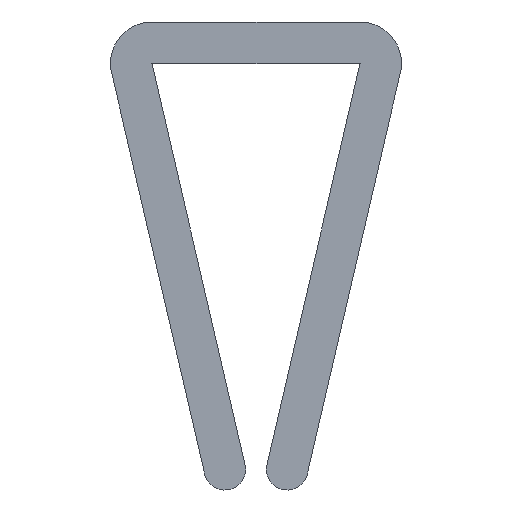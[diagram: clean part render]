
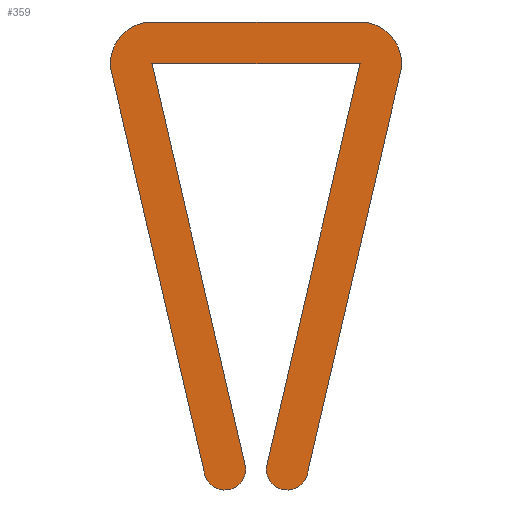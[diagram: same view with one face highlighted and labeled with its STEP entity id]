
A CAD part, front view. The second image highlights one B-rep face of the part: STEP entity #359.
In plain terms, the highlighted planar face has unit normal (0, -1, 0).
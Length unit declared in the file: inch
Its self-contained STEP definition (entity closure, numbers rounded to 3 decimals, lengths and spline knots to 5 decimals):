
#24=CARTESIAN_POINT('',(-0.1,-3.15883,0.19883));
#25=VERTEX_POINT('',#24);
#26=CARTESIAN_POINT('',(-0.01016,-3.15883,-0.18862));
#27=VERTEX_POINT('',#26);
#28=CARTESIAN_POINT('',(-0.01016,-3.15883,-0.18862));
#29=DIRECTION('',(0.226,0.,-0.974));
#30=VECTOR('',#29,1.);
#31=LINE('',#28,#30);
#32=EDGE_CURVE('',#25,#27,#31,.T.);
#64=CARTESIAN_POINT('',(-0.04984,-3.15883,-0.19372));
#65=VERTEX_POINT('',#64);
#66=CARTESIAN_POINT('',(-0.03,-3.15883,-0.19117));
#67=DIRECTION('',(0.,1.,0.));
#68=DIRECTION('',(-1.,0.,0.));
#69=AXIS2_PLACEMENT_3D('',#66,#67,#68);
#70=CIRCLE('',#69,0.02);
#71=EDGE_CURVE('',#27,#65,#70,.T.);
#97=CARTESIAN_POINT('',(-0.13967,-3.15883,0.19372));
#98=VERTEX_POINT('',#97);
#99=CARTESIAN_POINT('',(-0.04984,-3.15883,-0.19372));
#100=DIRECTION('',(-0.226,0.,0.974));
#101=VECTOR('',#100,1.);
#102=LINE('',#99,#101);
#103=EDGE_CURVE('',#65,#98,#102,.T.);
#128=CARTESIAN_POINT('',(-0.1,-3.15883,0.23883));
#129=VERTEX_POINT('',#128);
#130=CARTESIAN_POINT('',(-0.1,-3.15883,0.19883));
#131=DIRECTION('',(0.,1.,0.));
#132=DIRECTION('',(-1.,0.,0.));
#133=AXIS2_PLACEMENT_3D('',#130,#131,#132);
#134=CIRCLE('',#133,0.04);
#135=EDGE_CURVE('',#98,#129,#134,.T.);
#161=CARTESIAN_POINT('',(0.1,-3.15883,0.23883));
#162=VERTEX_POINT('',#161);
#163=CARTESIAN_POINT('',(0.1,-3.15883,0.23883));
#164=DIRECTION('',(1.,0.,0.));
#165=VECTOR('',#164,1.);
#166=LINE('',#163,#165);
#167=EDGE_CURVE('',#129,#162,#166,.T.);
#192=CARTESIAN_POINT('',(0.13967,-3.15883,0.19372));
#193=VERTEX_POINT('',#192);
#194=CARTESIAN_POINT('',(0.1,-3.15883,0.19883));
#195=DIRECTION('',(0.,1.,0.));
#196=DIRECTION('',(-1.,0.,0.));
#197=AXIS2_PLACEMENT_3D('',#194,#195,#196);
#198=CIRCLE('',#197,0.04);
#199=EDGE_CURVE('',#162,#193,#198,.T.);
#225=CARTESIAN_POINT('',(0.04984,-3.15883,-0.19372));
#226=VERTEX_POINT('',#225);
#227=CARTESIAN_POINT('',(0.13967,-3.15883,0.19372));
#228=DIRECTION('',(-0.226,0.,-0.974));
#229=VECTOR('',#228,1.);
#230=LINE('',#227,#229);
#231=EDGE_CURVE('',#193,#226,#230,.T.);
#256=CARTESIAN_POINT('',(0.01016,-3.15883,-0.18862));
#257=VERTEX_POINT('',#256);
#258=CARTESIAN_POINT('',(0.03,-3.15883,-0.19117));
#259=DIRECTION('',(0.,1.,0.));
#260=DIRECTION('',(-1.,0.,0.));
#261=AXIS2_PLACEMENT_3D('',#258,#259,#260);
#262=CIRCLE('',#261,0.02);
#263=EDGE_CURVE('',#226,#257,#262,.T.);
#289=CARTESIAN_POINT('',(0.1,-3.15883,0.19883));
#290=VERTEX_POINT('',#289);
#291=CARTESIAN_POINT('',(0.1,-3.15883,0.19883));
#292=DIRECTION('',(0.226,0.,0.974));
#293=VECTOR('',#292,1.);
#294=LINE('',#291,#293);
#295=EDGE_CURVE('',#257,#290,#294,.T.);
#320=CARTESIAN_POINT('',(0.1,-3.15883,0.19883));
#321=DIRECTION('',(-1.,0.,0.));
#322=VECTOR('',#321,1.);
#323=LINE('',#320,#322);
#324=EDGE_CURVE('',#290,#25,#323,.T.);
#342=ORIENTED_EDGE('',*,*,#32,.F.);
#343=ORIENTED_EDGE('',*,*,#324,.F.);
#344=ORIENTED_EDGE('',*,*,#295,.F.);
#345=ORIENTED_EDGE('',*,*,#263,.F.);
#346=ORIENTED_EDGE('',*,*,#231,.F.);
#347=ORIENTED_EDGE('',*,*,#199,.F.);
#348=ORIENTED_EDGE('',*,*,#167,.F.);
#349=ORIENTED_EDGE('',*,*,#135,.F.);
#350=ORIENTED_EDGE('',*,*,#103,.F.);
#351=ORIENTED_EDGE('',*,*,#71,.F.);
#352=EDGE_LOOP('',(#342,#343,#344,#345,#346,#347,#348,#349,#350,#351));
#353=FACE_OUTER_BOUND('',#352,.T.);
#354=CARTESIAN_POINT('',(0.03753,-3.15883,0.19883));
#355=DIRECTION('',(0.,-1.,0.));
#356=DIRECTION('',(1.,0.,0.));
#357=AXIS2_PLACEMENT_3D('',#354,#355,#356);
#358=PLANE('',#357);
#359=ADVANCED_FACE('',(#353),#358,.T.);
